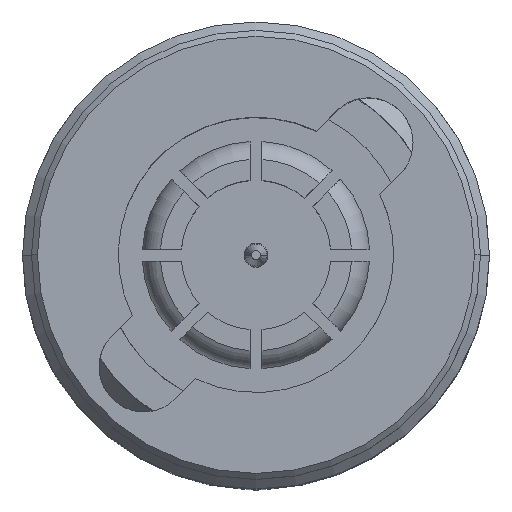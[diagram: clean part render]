
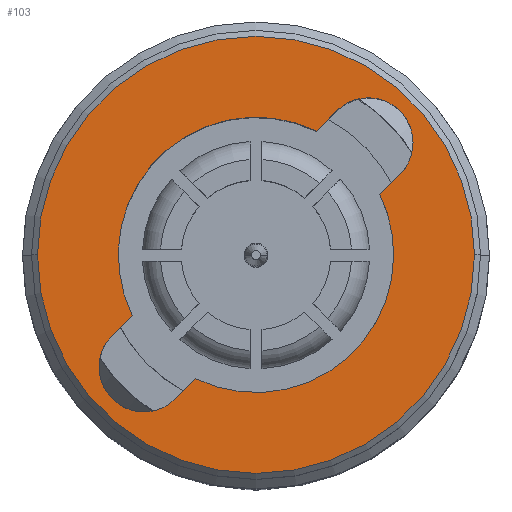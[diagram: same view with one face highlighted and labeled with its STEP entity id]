
A CAD part, top view. The second image highlights one B-rep face of the part: STEP entity #103.
In plain terms, the highlighted planar face has unit normal (0, 0, 1).
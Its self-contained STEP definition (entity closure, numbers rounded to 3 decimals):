
#45 = EDGE_CURVE ( 'NONE', #1279, #2640, #2085, .T. ) ;
#71 = EDGE_CURVE ( 'NONE', #1423, #6433, #3225, .T. ) ;
#103 = ADVANCED_FACE ( 'NONE', ( #5654, #1945 ), #3804, .F. ) ;
#116 = AXIS2_PLACEMENT_3D ( 'NONE', #300, #1302, #4839 ) ;
#152 = DIRECTION ( 'NONE',  ( -0.707, -0.707, 0. ) ) ;
#181 = CARTESIAN_POINT ( 'NONE',  ( 1.344, 2.404, 0. ) ) ;
#300 = CARTESIAN_POINT ( 'NONE',  ( 0., 0., 0. ) ) ;
#376 = EDGE_CURVE ( 'NONE', #3847, #3048, #3389, .T. ) ;
#478 = ORIENTED_EDGE ( 'NONE', *, *, #4450, .F. ) ;
#488 = VERTEX_POINT ( 'NONE', #1000 ) ;
#502 = ORIENTED_EDGE ( 'NONE', *, *, #1157, .F. ) ;
#540 = EDGE_CURVE ( 'NONE', #1733, #1423, #5501, .T. ) ;
#685 = DIRECTION ( 'NONE',  ( -1., 0., 0. ) ) ;
#842 = CARTESIAN_POINT ( 'NONE',  ( 2.404, 1.344, 0. ) ) ;
#891 = ORIENTED_EDGE ( 'NONE', *, *, #2651, .F. ) ;
#929 = DIRECTION ( 'NONE',  ( 0., 0., 1. ) ) ;
#1000 = CARTESIAN_POINT ( 'NONE',  ( -3.65, 0., 0. ) ) ;
#1032 = DIRECTION ( 'NONE',  ( 1., 0., 0. ) ) ;
#1058 = VERTEX_POINT ( 'NONE', #1552 ) ;
#1157 = EDGE_CURVE ( 'NONE', #2640, #1733, #4507, .T. ) ;
#1240 = AXIS2_PLACEMENT_3D ( 'NONE', #5861, #4349, #685 ) ;
#1279 = VERTEX_POINT ( 'NONE', #4502 ) ;
#1302 = DIRECTION ( 'NONE',  ( 0., 0., 1. ) ) ;
#1314 = VERTEX_POINT ( 'NONE', #2442 ) ;
#1337 = CARTESIAN_POINT ( 'NONE',  ( -1.344, -2.404, 0. ) ) ;
#1351 = ORIENTED_EDGE ( 'NONE', *, *, #5850, .T. ) ;
#1413 = CARTESIAN_POINT ( 'NONE',  ( 0., 0., 0. ) ) ;
#1423 = VERTEX_POINT ( 'NONE', #2049 ) ;
#1511 = DIRECTION ( 'NONE',  ( 0.707, 0.707, 0. ) ) ;
#1544 = CARTESIAN_POINT ( 'NONE',  ( 2.3, 0., 0. ) ) ;
#1552 = CARTESIAN_POINT ( 'NONE',  ( 2.624, 1.874, 0. ) ) ;
#1572 = CARTESIAN_POINT ( 'NONE',  ( -2.404, -1.344, 0. ) ) ;
#1733 = VERTEX_POINT ( 'NONE', #1337 ) ;
#1876 = DIRECTION ( 'NONE',  ( 0., 0., 1. ) ) ;
#1879 = AXIS2_PLACEMENT_3D ( 'NONE', #5817, #5912, #3814 ) ;
#1883 = CARTESIAN_POINT ( 'NONE',  ( 1.874, 1.874, 0. ) ) ;
#1909 = DIRECTION ( 'NONE',  ( -0.707, -0.707, 0. ) ) ;
#1932 = EDGE_LOOP ( 'NONE', ( #3024, #1351 ) ) ;
#1945 = FACE_OUTER_BOUND ( 'NONE', #1932, .T. ) ;
#2017 = CARTESIAN_POINT ( 'NONE',  ( 2.404, 1.344, 0. ) ) ;
#2049 = CARTESIAN_POINT ( 'NONE',  ( -1.007, -2.068, 0. ) ) ;
#2073 = CIRCLE ( 'NONE', #4012, 2.3 ) ;
#2085 = LINE ( 'NONE', #181, #4764 ) ;
#2087 = VERTEX_POINT ( 'NONE', #5771 ) ;
#2159 = ORIENTED_EDGE ( 'NONE', *, *, #3474, .F. ) ;
#2173 = AXIS2_PLACEMENT_3D ( 'NONE', #5869, #6325, #6309 ) ;
#2204 = CARTESIAN_POINT ( 'NONE',  ( 2.068, 1.007, 0. ) ) ;
#2286 = CARTESIAN_POINT ( 'NONE',  ( 0., 2.3, 0. ) ) ;
#2442 = CARTESIAN_POINT ( 'NONE',  ( 1.344, 2.404, 0. ) ) ;
#2623 = DIRECTION ( 'NONE',  ( 0.707, 0.707, 0. ) ) ;
#2640 = VERTEX_POINT ( 'NONE', #1572 ) ;
#2651 = EDGE_CURVE ( 'NONE', #3829, #1279, #5291, .T. ) ;
#2907 = AXIS2_PLACEMENT_3D ( 'NONE', #6077, #3628, #1032 ) ;
#3024 = ORIENTED_EDGE ( 'NONE', *, *, #4809, .T. ) ;
#3048 = VERTEX_POINT ( 'NONE', #842 ) ;
#3071 = LINE ( 'NONE', #3912, #4878 ) ;
#3155 = CIRCLE ( 'NONE', #6360, 0.75 ) ;
#3225 = CIRCLE ( 'NONE', #2173, 2.3 ) ;
#3377 = DIRECTION ( 'NONE',  ( 0., 0., 1. ) ) ;
#3389 = LINE ( 'NONE', #2017, #4086 ) ;
#3474 = EDGE_CURVE ( 'NONE', #1058, #1314, #3155, .T. ) ;
#3545 = AXIS2_PLACEMENT_3D ( 'NONE', #2286, #5851, #4863 ) ;
#3628 = DIRECTION ( 'NONE',  ( 0., 0., 1. ) ) ;
#3776 = CARTESIAN_POINT ( 'NONE',  ( 1.007, 2.068, 0. ) ) ;
#3804 = PLANE ( 'NONE',  #3545 ) ;
#3814 = DIRECTION ( 'NONE',  ( 1., 0., 0. ) ) ;
#3829 = VERTEX_POINT ( 'NONE', #3776 ) ;
#3847 = VERTEX_POINT ( 'NONE', #2204 ) ;
#3912 = CARTESIAN_POINT ( 'NONE',  ( 1.344, 2.404, 0. ) ) ;
#3935 = DIRECTION ( 'NONE',  ( 1., 0., 0. ) ) ;
#3992 = CARTESIAN_POINT ( 'NONE',  ( 0., 0., 0. ) ) ;
#4012 = AXIS2_PLACEMENT_3D ( 'NONE', #3992, #929, #5003 ) ;
#4086 = VECTOR ( 'NONE', #1511, 1000. ) ;
#4299 = ORIENTED_EDGE ( 'NONE', *, *, #71, .F. ) ;
#4311 = ORIENTED_EDGE ( 'NONE', *, *, #540, .F. ) ;
#4349 = DIRECTION ( 'NONE',  ( 0., 0., 1. ) ) ;
#4450 = EDGE_CURVE ( 'NONE', #3048, #1058, #5332, .T. ) ;
#4456 = ORIENTED_EDGE ( 'NONE', *, *, #376, .F. ) ;
#4502 = CARTESIAN_POINT ( 'NONE',  ( -2.068, -1.007, 0. ) ) ;
#4507 = CIRCLE ( 'NONE', #1240, 0.75 ) ;
#4596 = CARTESIAN_POINT ( 'NONE',  ( 2.404, 1.344, 0. ) ) ;
#4622 = ORIENTED_EDGE ( 'NONE', *, *, #5834, .F. ) ;
#4764 = VECTOR ( 'NONE', #152, 1000. ) ;
#4809 = EDGE_CURVE ( 'NONE', #488, #2087, #5524, .T. ) ;
#4839 = DIRECTION ( 'NONE',  ( 1., 0., 0. ) ) ;
#4863 = DIRECTION ( 'NONE',  ( -1., 0., 0. ) ) ;
#4874 = VECTOR ( 'NONE', #2623, 1000. ) ;
#4878 = VECTOR ( 'NONE', #1909, 1000. ) ;
#5003 = DIRECTION ( 'NONE',  ( 1., 0., 0. ) ) ;
#5166 = EDGE_LOOP ( 'NONE', ( #4299, #4311, #502, #5863, #891, #4622, #2159, #478, #4456, #5255 ) ) ;
#5226 = AXIS2_PLACEMENT_3D ( 'NONE', #1413, #1876, #3935 ) ;
#5255 = ORIENTED_EDGE ( 'NONE', *, *, #6030, .F. ) ;
#5291 = CIRCLE ( 'NONE', #2907, 2.3 ) ;
#5332 = CIRCLE ( 'NONE', #1879, 0.75 ) ;
#5374 = DIRECTION ( 'NONE',  ( 1., 0., 0. ) ) ;
#5501 = LINE ( 'NONE', #4596, #4874 ) ;
#5524 = CIRCLE ( 'NONE', #116, 3.65 ) ;
#5654 = FACE_BOUND ( 'NONE', #5166, .T. ) ;
#5771 = CARTESIAN_POINT ( 'NONE',  ( 3.65, 0., 0. ) ) ;
#5817 = CARTESIAN_POINT ( 'NONE',  ( 1.874, 1.874, 0. ) ) ;
#5834 = EDGE_CURVE ( 'NONE', #1314, #3829, #3071, .T. ) ;
#5850 = EDGE_CURVE ( 'NONE', #2087, #488, #5906, .T. ) ;
#5851 = DIRECTION ( 'NONE',  ( 0., 0., -1. ) ) ;
#5861 = CARTESIAN_POINT ( 'NONE',  ( -1.874, -1.874, 0. ) ) ;
#5863 = ORIENTED_EDGE ( 'NONE', *, *, #45, .F. ) ;
#5869 = CARTESIAN_POINT ( 'NONE',  ( 0., 0., 0. ) ) ;
#5906 = CIRCLE ( 'NONE', #5226, 3.65 ) ;
#5912 = DIRECTION ( 'NONE',  ( 0., 0., 1. ) ) ;
#6030 = EDGE_CURVE ( 'NONE', #6433, #3847, #2073, .T. ) ;
#6077 = CARTESIAN_POINT ( 'NONE',  ( 0., 0., 0. ) ) ;
#6309 = DIRECTION ( 'NONE',  ( 1., 0., 0. ) ) ;
#6325 = DIRECTION ( 'NONE',  ( 0., 0., 1. ) ) ;
#6360 = AXIS2_PLACEMENT_3D ( 'NONE', #1883, #3377, #5374 ) ;
#6433 = VERTEX_POINT ( 'NONE', #1544 ) ;
